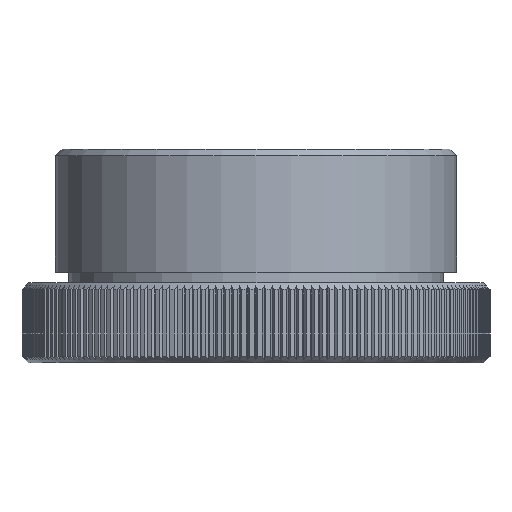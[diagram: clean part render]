
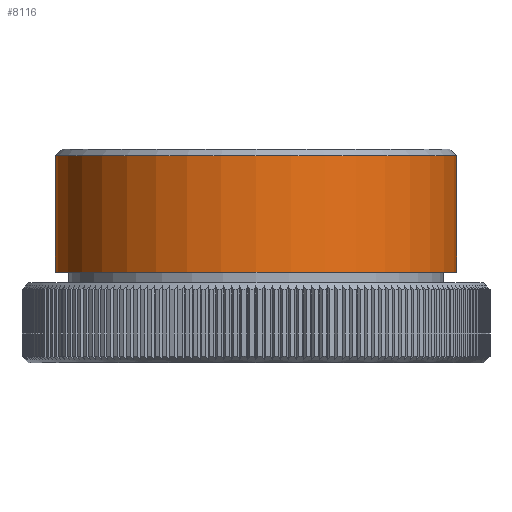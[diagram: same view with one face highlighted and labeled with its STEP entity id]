
A CAD part, front view. The second image highlights one B-rep face of the part: STEP entity #8116.
In plain terms, the highlighted cylindrical face has radius 15 mm (diameter 30 mm), a partial arc.
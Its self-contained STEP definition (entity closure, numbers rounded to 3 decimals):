
#1391 = CARTESIAN_POINT ( 'NONE',  ( 15., 0., -0.5 ) ) ;
#1433 = CARTESIAN_POINT ( 'NONE',  ( -15., 0., -0.5 ) ) ;
#2981 = LINE ( 'NONE', #3005, #3004 ) ;
#2997 = DIRECTION ( 'NONE',  ( 0., 0., 1. ) ) ;
#2998 = VECTOR ( 'NONE', #2997, 1000. ) ;
#2999 = CARTESIAN_POINT ( 'NONE',  ( 15., 0., 0. ) ) ;
#3001 = LINE ( 'NONE', #2999, #2998 ) ;
#3003 = DIRECTION ( 'NONE',  ( 0., 0., 1. ) ) ;
#3004 = VECTOR ( 'NONE', #3003, 1000. ) ;
#3005 = CARTESIAN_POINT ( 'NONE',  ( -15., 0., 0. ) ) ;
#3051 = CARTESIAN_POINT ( 'NONE',  ( 15., 0., -9.2 ) ) ;
#3115 = CARTESIAN_POINT ( 'NONE',  ( -15., 0., -9.2 ) ) ;
#5242 = VERTEX_POINT ( 'NONE', #1391 ) ;
#5246 = VERTEX_POINT ( 'NONE', #1433 ) ;
#6058 = EDGE_CURVE ( 'NONE', #6098, #5246, #2981, .T. ) ;
#6059 = EDGE_CURVE ( 'NONE', #6062, #5242, #3001, .T. ) ;
#6062 = VERTEX_POINT ( 'NONE', #3051 ) ;
#6098 = VERTEX_POINT ( 'NONE', #3115 ) ;
#8028 = EDGE_CURVE ( 'NONE', #6098, #6062, #17134, .T. ) ;
#8030 = ORIENTED_EDGE ( 'NONE', *, *, #6058, .F. ) ;
#8033 = EDGE_LOOP ( 'NONE', ( #8030, #8118, #8064, #8089 ) ) ;
#8064 = ORIENTED_EDGE ( 'NONE', *, *, #6059, .T. ) ;
#8089 = ORIENTED_EDGE ( 'NONE', *, *, #8117, .T. ) ;
#8116 = ADVANCED_FACE ( 'NONE', ( #17226 ), #17269, .T. ) ;
#8117 = EDGE_CURVE ( 'NONE', #5242, #5246, #17261, .T. ) ;
#8118 = ORIENTED_EDGE ( 'NONE', *, *, #8028, .T. ) ;
#17127 = DIRECTION ( 'NONE',  ( 1., 0., 0. ) ) ;
#17128 = DIRECTION ( 'NONE',  ( 0., 0., 1. ) ) ;
#17129 = CARTESIAN_POINT ( 'NONE',  ( 0., 0., -9.2 ) ) ;
#17130 = AXIS2_PLACEMENT_3D ( 'NONE', #17129, #17128, #17127 ) ;
#17134 = CIRCLE ( 'NONE', #17130, 15. ) ;
#17226 = FACE_OUTER_BOUND ( 'NONE', #8033, .T. ) ;
#17239 = CARTESIAN_POINT ( 'NONE',  ( 0., 0., 0. ) ) ;
#17258 = DIRECTION ( 'NONE',  ( -1., 0., 0. ) ) ;
#17259 = DIRECTION ( 'NONE',  ( 0., 0., -1. ) ) ;
#17260 = CARTESIAN_POINT ( 'NONE',  ( 0., 0., -0.5 ) ) ;
#17261 = CIRCLE ( 'NONE', #17268, 15. ) ;
#17263 = DIRECTION ( 'NONE',  ( 1., 0., 0. ) ) ;
#17264 = DIRECTION ( 'NONE',  ( 0., 0., 1. ) ) ;
#17268 = AXIS2_PLACEMENT_3D ( 'NONE', #17260, #17259, #17258 ) ;
#17269 = CYLINDRICAL_SURFACE ( 'NONE', #17274, 15. ) ;
#17274 = AXIS2_PLACEMENT_3D ( 'NONE', #17239, #17264, #17263 ) ;
